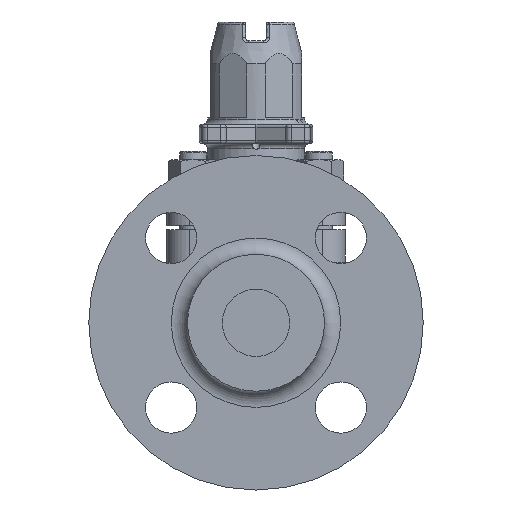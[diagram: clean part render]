
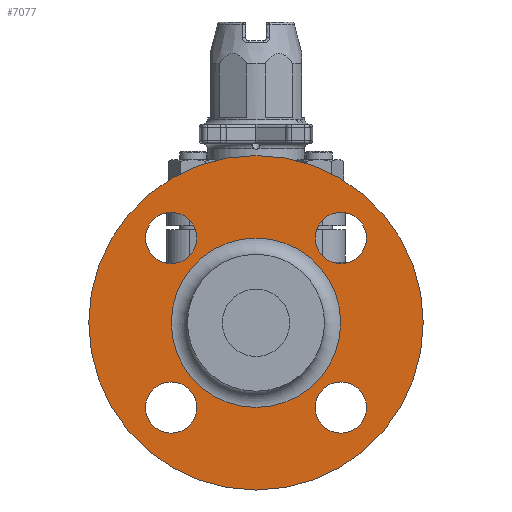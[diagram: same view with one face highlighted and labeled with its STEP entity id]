
A CAD part, left-side view. The second image highlights one B-rep face of the part: STEP entity #7077.
In plain terms, the highlighted planar face has unit normal (-1, 0, 0).
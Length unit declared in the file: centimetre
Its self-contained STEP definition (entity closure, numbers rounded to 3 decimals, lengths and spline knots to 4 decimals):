
#1175=FACE_BOUND('',#2312,.T.);
#1176=FACE_BOUND('',#2313,.T.);
#1177=FACE_BOUND('',#2314,.T.);
#1178=FACE_BOUND('',#2315,.T.);
#1179=FACE_BOUND('',#2316,.T.);
#1757=FACE_OUTER_BOUND('',#2311,.T.);
#2311=EDGE_LOOP('',(#5822));
#2312=EDGE_LOOP('',(#5823));
#2313=EDGE_LOOP('',(#5824));
#2314=EDGE_LOOP('',(#5825));
#2315=EDGE_LOOP('',(#5826));
#2316=EDGE_LOOP('',(#5827));
#2833=CIRCLE('',#7850,6.2);
#2837=CIRCLE('',#7857,3.14);
#2839=CIRCLE('',#7861,0.95);
#2840=CIRCLE('',#7862,0.95);
#2841=CIRCLE('',#7863,0.95);
#2842=CIRCLE('',#7864,0.95);
#3322=VERTEX_POINT('',#12495);
#3326=VERTEX_POINT('',#12506);
#3328=VERTEX_POINT('',#12512);
#3329=VERTEX_POINT('',#12514);
#3330=VERTEX_POINT('',#12516);
#3331=VERTEX_POINT('',#12518);
#4199=EDGE_CURVE('',#3322,#3322,#2833,.T.);
#4203=EDGE_CURVE('',#3326,#3326,#2837,.T.);
#4205=EDGE_CURVE('',#3328,#3328,#2839,.T.);
#4206=EDGE_CURVE('',#3329,#3329,#2840,.T.);
#4207=EDGE_CURVE('',#3330,#3330,#2841,.T.);
#4208=EDGE_CURVE('',#3331,#3331,#2842,.T.);
#5822=ORIENTED_EDGE('',*,*,#4199,.F.);
#5823=ORIENTED_EDGE('',*,*,#4205,.T.);
#5824=ORIENTED_EDGE('',*,*,#4206,.T.);
#5825=ORIENTED_EDGE('',*,*,#4207,.T.);
#5826=ORIENTED_EDGE('',*,*,#4208,.T.);
#5827=ORIENTED_EDGE('',*,*,#4203,.F.);
#6689=PLANE('',#7860);
#7077=ADVANCED_FACE('',(#1757,#1175,#1176,#1177,#1178,#1179),#6689,.F.);
#7850=AXIS2_PLACEMENT_3D('',#12496,#9538,#9539);
#7857=AXIS2_PLACEMENT_3D('',#12507,#9552,#9553);
#7860=AXIS2_PLACEMENT_3D('',#12511,#9558,#9559);
#7861=AXIS2_PLACEMENT_3D('',#12513,#9560,#9561);
#7862=AXIS2_PLACEMENT_3D('',#12515,#9562,#9563);
#7863=AXIS2_PLACEMENT_3D('',#12517,#9564,#9565);
#7864=AXIS2_PLACEMENT_3D('',#12519,#9566,#9567);
#9538=DIRECTION('center_axis',(1.,0.,0.));
#9539=DIRECTION('ref_axis',(0.,0.,1.));
#9552=DIRECTION('center_axis',(-1.,0.,0.));
#9553=DIRECTION('ref_axis',(0.,0.,1.));
#9558=DIRECTION('center_axis',(1.,0.,0.));
#9559=DIRECTION('ref_axis',(0.,0.,-1.));
#9560=DIRECTION('center_axis',(1.,0.,0.));
#9561=DIRECTION('ref_axis',(0.,0.,1.));
#9562=DIRECTION('center_axis',(1.,0.,0.));
#9563=DIRECTION('ref_axis',(0.,-1.,0.));
#9564=DIRECTION('center_axis',(1.,0.,0.));
#9565=DIRECTION('ref_axis',(0.,0.,-1.));
#9566=DIRECTION('center_axis',(1.,0.,0.));
#9567=DIRECTION('ref_axis',(0.,1.,0.));
#12495=CARTESIAN_POINT('',(-10.974,0.5996,-6.2));
#12496=CARTESIAN_POINT('Origin',(-10.974,0.5996,0.));
#12506=CARTESIAN_POINT('',(-10.974,0.5996,-3.14));
#12507=CARTESIAN_POINT('Origin',(-10.974,0.5996,0.));
#12511=CARTESIAN_POINT('Origin',(-10.974,0.5996,0.));
#12512=CARTESIAN_POINT('',(-10.974,3.7427,2.1931));
#12513=CARTESIAN_POINT('Origin',(-10.974,3.7427,3.1431));
#12514=CARTESIAN_POINT('',(-10.974,-1.5935,3.1431));
#12515=CARTESIAN_POINT('Origin',(-10.974,-2.5435,3.1431));
#12516=CARTESIAN_POINT('',(-10.974,-2.5435,-2.1931));
#12517=CARTESIAN_POINT('Origin',(-10.974,-2.5435,-3.1431));
#12518=CARTESIAN_POINT('',(-10.974,2.7927,-3.1431));
#12519=CARTESIAN_POINT('Origin',(-10.974,3.7427,-3.1431));
